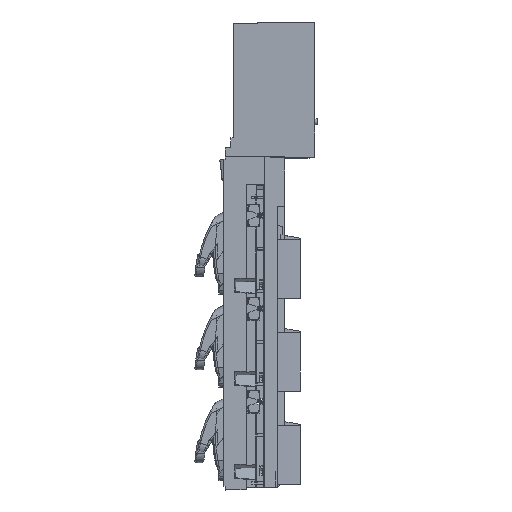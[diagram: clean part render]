
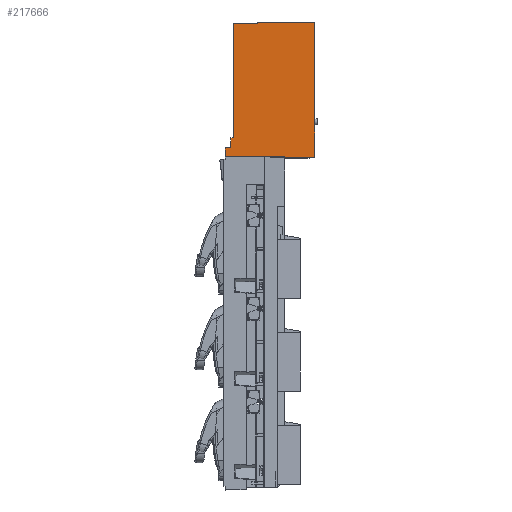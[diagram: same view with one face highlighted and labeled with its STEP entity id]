
A CAD part, left-side view. The second image highlights one B-rep face of the part: STEP entity #217666.
In plain terms, the highlighted planar face has unit normal (-1, 0.018, 0).
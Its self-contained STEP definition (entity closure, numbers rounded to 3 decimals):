
#217549=DIRECTION('',(0.,0.,-1.));
#217550=VECTOR('',#217549,3.585);
#217551=CARTESIAN_POINT('',(-3.953,17.402,
12.119));
#217552=LINE('',#217551,#217550);
#217556=DIRECTION('',(0.017,1.,0.009));
#217557=VECTOR('',#217556,6.99);
#217558=CARTESIAN_POINT('',(-3.953,17.402,
8.534));
#217559=LINE('',#217558,#217557);
#217563=DIRECTION('',(0.,0.,
1.));
#217564=VECTOR('',#217563,0.688);
#217565=CARTESIAN_POINT('',(-3.831,24.39,
8.595));
#217566=LINE('',#217565,#217564);
#217570=DIRECTION('',(-0.017,-0.996,0.087));
#217571=VECTOR('',#217570,0.435);
#217572=CARTESIAN_POINT('',(-3.831,24.39,
9.282));
#217573=LINE('',#217572,#217571);
#217577=DIRECTION('',(0.,0.,
1.));
#217578=VECTOR('',#217577,0.746);
#217579=CARTESIAN_POINT('',(-3.838,23.957,
9.32));
#217580=LINE('',#217579,#217578);
#217584=DIRECTION('',(-0.017,-1.,0.017));
#217585=VECTOR('',#217584,0.197);
#217586=CARTESIAN_POINT('',(-3.838,23.957,
10.066));
#217587=LINE('',#217586,#217585);
#217591=DIRECTION('',(0.,0.,
1.));
#217592=VECTOR('',#217591,8.948);
#217593=CARTESIAN_POINT('',(-3.842,23.761,
10.069));
#217594=LINE('',#217593,#217592);
#217598=DIRECTION('',(-0.017,-1.,0.017));
#217599=VECTOR('',#217598,6.36);
#217600=CARTESIAN_POINT('',(-3.842,23.761,
19.018));
#217601=LINE('',#217600,#217599);
#217605=DIRECTION('',(0.,0.,-1.));
#217606=VECTOR('',#217605,6.884);
#217607=CARTESIAN_POINT('',(-3.953,17.402,
19.129));
#217608=LINE('',#217607,#217606);
#217612=DIRECTION('',(0.,0.,-1.));
#217613=VECTOR('',#217612,0.126);
#217614=CARTESIAN_POINT('',(-3.953,17.402,
12.245));
#217615=LINE('',#217614,#217613);
#217619=CARTESIAN_POINT('',(-3.953,17.402,
12.119));
#217620=CARTESIAN_POINT('',(-3.953,17.402,
8.534));
#217621=VERTEX_POINT('',#217619);
#217622=VERTEX_POINT('',#217620);
#217623=CARTESIAN_POINT('',(-3.831,24.39,
8.595));
#217624=VERTEX_POINT('',#217623);
#217625=CARTESIAN_POINT('',(-3.831,24.39,
9.282));
#217626=VERTEX_POINT('',#217625);
#217627=CARTESIAN_POINT('',(-3.838,23.957,
9.32));
#217628=VERTEX_POINT('',#217627);
#217629=CARTESIAN_POINT('',(-3.838,23.957,
10.066));
#217630=VERTEX_POINT('',#217629);
#217631=CARTESIAN_POINT('',(-3.842,23.761,
10.069));
#217632=VERTEX_POINT('',#217631);
#217633=CARTESIAN_POINT('',(-3.842,23.761,
19.018));
#217634=VERTEX_POINT('',#217633);
#217635=CARTESIAN_POINT('',(-3.953,17.402,
19.129));
#217636=VERTEX_POINT('',#217635);
#217637=CARTESIAN_POINT('',(-3.953,17.402,
12.245));
#217638=VERTEX_POINT('',#217637);
#217639=CARTESIAN_POINT('',(-4.225,1.812,
27.631));
#217640=DIRECTION('',(-1.,0.017,0.));
#217641=DIRECTION('',(0.,0.,-1.));
#217642=AXIS2_PLACEMENT_3D('',#217639,#217640,#217641);
#217643=PLANE('',#217642);
#217645=ORIENTED_EDGE('',*,*,#217644,.T.);
#217647=ORIENTED_EDGE('',*,*,#217646,.T.);
#217649=ORIENTED_EDGE('',*,*,#217648,.T.);
#217651=ORIENTED_EDGE('',*,*,#217650,.T.);
#217653=ORIENTED_EDGE('',*,*,#217652,.T.);
#217655=ORIENTED_EDGE('',*,*,#217654,.T.);
#217657=ORIENTED_EDGE('',*,*,#217656,.T.);
#217659=ORIENTED_EDGE('',*,*,#217658,.T.);
#217661=ORIENTED_EDGE('',*,*,#217660,.T.);
#217663=ORIENTED_EDGE('',*,*,#217662,.T.);
#217664=EDGE_LOOP('',(#217645,#217647,#217649,#217651,#217653,#217655,#217657,
#217659,#217661,#217663));
#217665=FACE_OUTER_BOUND('',#217664,.F.);
#217644=EDGE_CURVE('',#217621,#217622,#217552,.T.);
#217646=EDGE_CURVE('',#217622,#217624,#217559,.T.);
#217648=EDGE_CURVE('',#217624,#217626,#217566,.T.);
#217650=EDGE_CURVE('',#217626,#217628,#217573,.T.);
#217652=EDGE_CURVE('',#217628,#217630,#217580,.T.);
#217654=EDGE_CURVE('',#217630,#217632,#217587,.T.);
#217656=EDGE_CURVE('',#217632,#217634,#217594,.T.);
#217658=EDGE_CURVE('',#217634,#217636,#217601,.T.);
#217660=EDGE_CURVE('',#217636,#217638,#217608,.T.);
#217662=EDGE_CURVE('',#217638,#217621,#217615,.T.);
#217666=ADVANCED_FACE('',(#217665),#217643,.T.);
